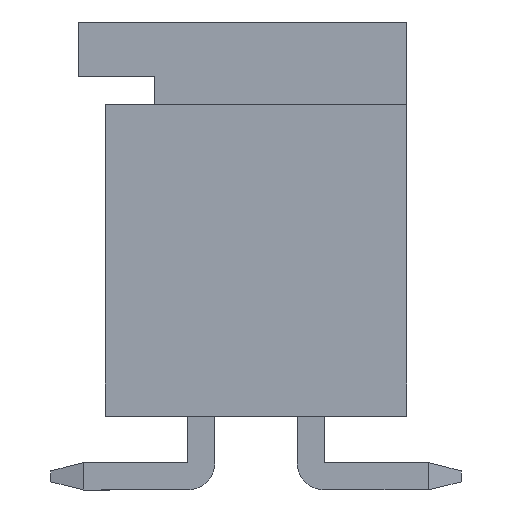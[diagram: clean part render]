
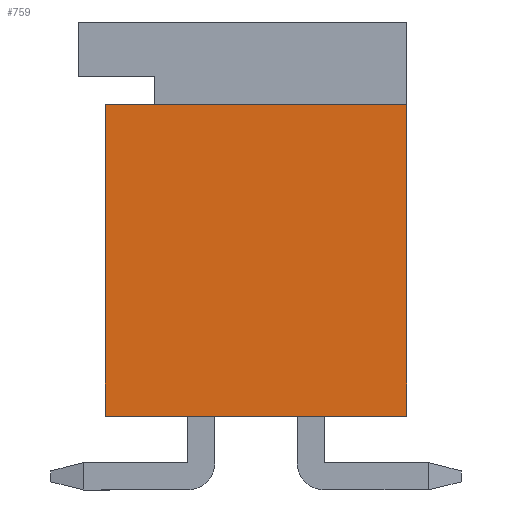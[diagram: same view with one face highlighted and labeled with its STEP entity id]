
A CAD part, left-side view. The second image highlights one B-rep face of the part: STEP entity #759.
In plain terms, the highlighted planar face has unit normal (-1, 0, 0).
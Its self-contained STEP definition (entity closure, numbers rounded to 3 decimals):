
#759 = ADVANCED_FACE( '', ( #1429 ), #1430, .T. );
#1429 = FACE_OUTER_BOUND( '', #2068, .T. );
#1430 = PLANE( '', #2069 );
#2068 = EDGE_LOOP( '', ( #3799, #3800, #3801, #3802 ) );
#2069 = AXIS2_PLACEMENT_3D( '', #3803, #3804, #3805 );
#3799 = ORIENTED_EDGE( '', *, *, #4296, .F. );
#3800 = ORIENTED_EDGE( '', *, *, #4822, .F. );
#3801 = ORIENTED_EDGE( '', *, *, #4412, .T. );
#3802 = ORIENTED_EDGE( '', *, *, #4644, .T. );
#3803 = CARTESIAN_POINT( '', ( -10.625, -2.75, -2.85 ) );
#3804 = DIRECTION( '', ( -1., 0., 0. ) );
#3805 = DIRECTION( '', ( 0., 0., 1. ) );
#4296 = EDGE_CURVE( '', #5233, #5235, #5236, .T. );
#4412 = EDGE_CURVE( '', #5421, #5419, #5422, .T. );
#4644 = EDGE_CURVE( '', #5419, #5235, #5760, .T. );
#4822 = EDGE_CURVE( '', #5421, #5233, #5969, .T. );
#5233 = VERTEX_POINT( '', #6557 );
#5235 = VERTEX_POINT( '', #6560 );
#5236 = LINE( '', #6561, #6562 );
#5419 = VERTEX_POINT( '', #6834 );
#5421 = VERTEX_POINT( '', #6837 );
#5422 = LINE( '', #6838, #6839 );
#5760 = LINE( '', #7355, #7356 );
#5969 = LINE( '', #7674, #7675 );
#6557 = CARTESIAN_POINT( '', ( -10.625, 2.75, -2.85 ) );
#6560 = CARTESIAN_POINT( '', ( -10.625, 2.75, 2.85 ) );
#6561 = CARTESIAN_POINT( '', ( -10.625, 2.75, -2.85 ) );
#6562 = VECTOR( '', #7898, 1000. );
#6834 = CARTESIAN_POINT( '', ( -10.625, -2.75, 2.85 ) );
#6837 = CARTESIAN_POINT( '', ( -10.625, -2.75, -2.85 ) );
#6838 = CARTESIAN_POINT( '', ( -10.625, -2.75, -2.85 ) );
#6839 = VECTOR( '', #7992, 1000. );
#7355 = CARTESIAN_POINT( '', ( -10.625, -2.75, 2.85 ) );
#7356 = VECTOR( '', #8171, 1000. );
#7674 = CARTESIAN_POINT( '', ( -10.625, -2.75, -2.85 ) );
#7675 = VECTOR( '', #8281, 1000. );
#7898 = DIRECTION( '', ( 0., 0., 1. ) );
#7992 = DIRECTION( '', ( 0., 0., 1. ) );
#8171 = DIRECTION( '', ( 0., 1., 0. ) );
#8281 = DIRECTION( '', ( 0., 1., 0. ) );
